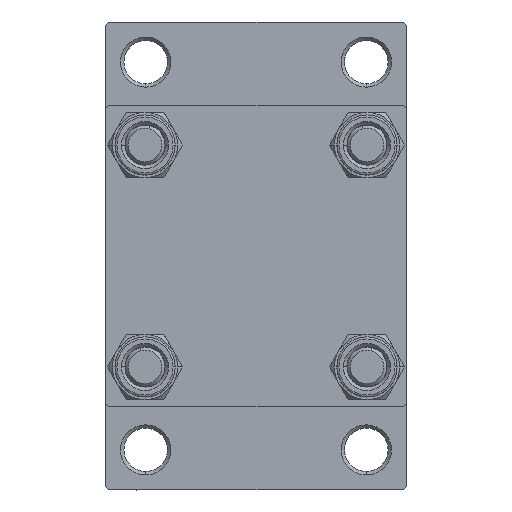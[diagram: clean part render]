
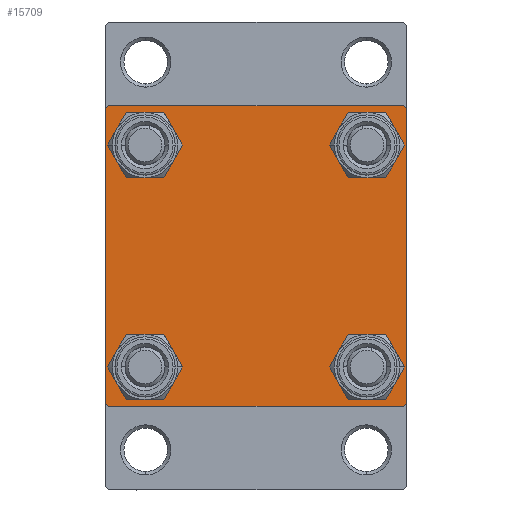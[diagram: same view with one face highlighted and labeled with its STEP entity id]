
A CAD part, left-side view. The second image highlights one B-rep face of the part: STEP entity #15709.
In plain terms, the highlighted planar face has unit normal (-1, 0, 0).
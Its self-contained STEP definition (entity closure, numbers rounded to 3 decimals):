
#95 = CARTESIAN_POINT ( 'NONE',  ( 0., 22.25, -22.25 ) ) ;
#200 = CARTESIAN_POINT ( 'NONE',  ( 0., 22.5, 22.5 ) ) ;
#226 = FACE_BOUND ( 'NONE', #20955, .T. ) ;
#556 = CARTESIAN_POINT ( 'NONE',  ( 0., -16.6, -16.6 ) ) ;
#574 = ORIENTED_EDGE ( 'NONE', *, *, #16478, .T. ) ;
#840 = CARTESIAN_POINT ( 'NONE',  ( 0., -16.6, -13.1 ) ) ;
#940 = CARTESIAN_POINT ( 'NONE',  ( 0., 0., 0. ) ) ;
#1173 = CARTESIAN_POINT ( 'NONE',  ( 0., -22.25, 22.25 ) ) ;
#1563 = ORIENTED_EDGE ( 'NONE', *, *, #43493, .T. ) ;
#2046 = VERTEX_POINT ( 'NONE', #5497 ) ;
#2532 = DIRECTION ( 'NONE',  ( 1., 0., 0. ) ) ;
#2891 = CARTESIAN_POINT ( 'NONE',  ( 0., 22.5, -22.5 ) ) ;
#4003 = VERTEX_POINT ( 'NONE', #17318 ) ;
#4138 = VECTOR ( 'NONE', #14488, 1000. ) ;
#4524 = DIRECTION ( 'NONE',  ( 0., 0., 1. ) ) ;
#5046 = EDGE_LOOP ( 'NONE', ( #20018, #12046 ) ) ;
#5497 = CARTESIAN_POINT ( 'NONE',  ( 0., -16.6, 20.1 ) ) ;
#5511 = ORIENTED_EDGE ( 'NONE', *, *, #22854, .T. ) ;
#5702 = CARTESIAN_POINT ( 'NONE',  ( 0., -22.5, 22. ) ) ;
#5807 = DIRECTION ( 'NONE',  ( 1., 0., 0. ) ) ;
#6450 = DIRECTION ( 'NONE',  ( 0., -1., 0. ) ) ;
#7038 = VERTEX_POINT ( 'NONE', #30186 ) ;
#8716 = CARTESIAN_POINT ( 'NONE',  ( 0., -16.6, 13.1 ) ) ;
#8917 = AXIS2_PLACEMENT_3D ( 'NONE', #42030, #17237, #16276 ) ;
#9340 = CARTESIAN_POINT ( 'NONE',  ( 0., 22.5, 22.5 ) ) ;
#9799 = ORIENTED_EDGE ( 'NONE', *, *, #44888, .T. ) ;
#10168 = CARTESIAN_POINT ( 'NONE',  ( 0., 22., 22.5 ) ) ;
#10929 = DIRECTION ( 'NONE',  ( 1., 0., 0. ) ) ;
#11090 = ORIENTED_EDGE ( 'NONE', *, *, #30835, .T. ) ;
#11199 = FACE_BOUND ( 'NONE', #5046, .T. ) ;
#11205 = CIRCLE ( 'NONE', #8917, 3.5 ) ;
#11405 = LINE ( 'NONE', #200, #11720 ) ;
#11720 = VECTOR ( 'NONE', #44528, 1000. ) ;
#11874 = CIRCLE ( 'NONE', #14893, 3.5 ) ;
#11882 = CARTESIAN_POINT ( 'NONE',  ( 0., 16.6, -13.1 ) ) ;
#12046 = ORIENTED_EDGE ( 'NONE', *, *, #35795, .T. ) ;
#12260 = DIRECTION ( 'NONE',  ( 0., 0., 1. ) ) ;
#12502 = CARTESIAN_POINT ( 'NONE',  ( 0., 16.6, -16.6 ) ) ;
#13375 = AXIS2_PLACEMENT_3D ( 'NONE', #556, #17314, #14847 ) ;
#13410 = AXIS2_PLACEMENT_3D ( 'NONE', #39795, #31938, #21896 ) ;
#13476 = AXIS2_PLACEMENT_3D ( 'NONE', #27027, #16053, #12260 ) ;
#13979 = VECTOR ( 'NONE', #17969, 1000. ) ;
#14488 = DIRECTION ( 'NONE',  ( 0., 0., -1. ) ) ;
#14847 = DIRECTION ( 'NONE',  ( 0., 0., 1. ) ) ;
#14893 = AXIS2_PLACEMENT_3D ( 'NONE', #43571, #10929, #28334 ) ;
#14990 = CARTESIAN_POINT ( 'NONE',  ( 0., -22.5, -22. ) ) ;
#15652 = CIRCLE ( 'NONE', #16387, 3.5 ) ;
#15695 = CARTESIAN_POINT ( 'NONE',  ( 0., -16.6, -20.1 ) ) ;
#15709 = ADVANCED_FACE ( 'NONE', ( #226, #11199, #25728, #38040, #27074 ), #23966, .T. ) ;
#16053 = DIRECTION ( 'NONE',  ( 1., 0., 0. ) ) ;
#16276 = DIRECTION ( 'NONE',  ( 0., 0., 1. ) ) ;
#16387 = AXIS2_PLACEMENT_3D ( 'NONE', #43019, #2532, #39684 ) ;
#16478 = EDGE_CURVE ( 'NONE', #41683, #46884, #11405, .T. ) ;
#16508 = VERTEX_POINT ( 'NONE', #11882 ) ;
#16815 = CARTESIAN_POINT ( 'NONE',  ( 0., 22.25, 22.25 ) ) ;
#17010 = AXIS2_PLACEMENT_3D ( 'NONE', #940, #38278, #4524 ) ;
#17237 = DIRECTION ( 'NONE',  ( 1., 0., 0. ) ) ;
#17314 = DIRECTION ( 'NONE',  ( 1., 0., 0. ) ) ;
#17318 = CARTESIAN_POINT ( 'NONE',  ( 0., 22., -22.5 ) ) ;
#17437 = VERTEX_POINT ( 'NONE', #8716 ) ;
#17911 = CIRCLE ( 'NONE', #13375, 3.5 ) ;
#17969 = DIRECTION ( 'NONE',  ( 0., -0.707, -0.707 ) ) ;
#18217 = VERTEX_POINT ( 'NONE', #15695 ) ;
#19039 = LINE ( 'NONE', #1173, #40805 ) ;
#19378 = EDGE_LOOP ( 'NONE', ( #29802, #19573 ) ) ;
#19441 = CARTESIAN_POINT ( 'NONE',  ( 0., -22.25, -22.25 ) ) ;
#19573 = ORIENTED_EDGE ( 'NONE', *, *, #20125, .T. ) ;
#20018 = ORIENTED_EDGE ( 'NONE', *, *, #45916, .T. ) ;
#20125 = EDGE_CURVE ( 'NONE', #29432, #16508, #15652, .T. ) ;
#20955 = EDGE_LOOP ( 'NONE', ( #36286, #9799 ) ) ;
#21548 = VECTOR ( 'NONE', #35321, 1000. ) ;
#21896 = DIRECTION ( 'NONE',  ( 0., 0., 1. ) ) ;
#22807 = ORIENTED_EDGE ( 'NONE', *, *, #37838, .F. ) ;
#22854 = EDGE_CURVE ( 'NONE', #30870, #24976, #37123, .T. ) ;
#23079 = DIRECTION ( 'NONE',  ( 0., 0.707, 0.707 ) ) ;
#23127 = AXIS2_PLACEMENT_3D ( 'NONE', #12502, #23454, #38002 ) ;
#23239 = EDGE_CURVE ( 'NONE', #36886, #28533, #11205, .T. ) ;
#23454 = DIRECTION ( 'NONE',  ( 1., 0., 0. ) ) ;
#23966 = PLANE ( 'NONE',  #17010 ) ;
#24055 = VECTOR ( 'NONE', #6450, 1000. ) ;
#24260 = LINE ( 'NONE', #95, #13979 ) ;
#24805 = CIRCLE ( 'NONE', #13410, 3.5 ) ;
#24865 = CIRCLE ( 'NONE', #13476, 3.5 ) ;
#24976 = VERTEX_POINT ( 'NONE', #14990 ) ;
#25527 = CARTESIAN_POINT ( 'NONE',  ( 0., 16.6, 20.1 ) ) ;
#25635 = CARTESIAN_POINT ( 'NONE',  ( 0., 22.5, -22. ) ) ;
#25728 = FACE_BOUND ( 'NONE', #19378, .T. ) ;
#26199 = CIRCLE ( 'NONE', #23127, 3.5 ) ;
#26838 = AXIS2_PLACEMENT_3D ( 'NONE', #38453, #5807, #39165 ) ;
#27027 = CARTESIAN_POINT ( 'NONE',  ( 0., -16.6, 16.6 ) ) ;
#27047 = ORIENTED_EDGE ( 'NONE', *, *, #23239, .T. ) ;
#27074 = FACE_OUTER_BOUND ( 'NONE', #38471, .T. ) ;
#27748 = EDGE_LOOP ( 'NONE', ( #35783, #27047 ) ) ;
#27910 = VECTOR ( 'NONE', #41614, 1000. ) ;
#27939 = ORIENTED_EDGE ( 'NONE', *, *, #43408, .T. ) ;
#28334 = DIRECTION ( 'NONE',  ( 0., 0., 1. ) ) ;
#28533 = VERTEX_POINT ( 'NONE', #25527 ) ;
#29107 = CARTESIAN_POINT ( 'NONE',  ( 0., 16.6, -20.1 ) ) ;
#29432 = VERTEX_POINT ( 'NONE', #29107 ) ;
#29658 = CARTESIAN_POINT ( 'NONE',  ( 0., -22., -22.5 ) ) ;
#29802 = ORIENTED_EDGE ( 'NONE', *, *, #38680, .T. ) ;
#30186 = CARTESIAN_POINT ( 'NONE',  ( 0., -22., 22.5 ) ) ;
#30835 = EDGE_CURVE ( 'NONE', #39839, #41683, #39690, .T. ) ;
#30870 = VERTEX_POINT ( 'NONE', #29658 ) ;
#31938 = DIRECTION ( 'NONE',  ( 1., 0., 0. ) ) ;
#32175 = LINE ( 'NONE', #2891, #24055 ) ;
#32374 = CARTESIAN_POINT ( 'NONE',  ( 0., -22.5, 22.5 ) ) ;
#33499 = VERTEX_POINT ( 'NONE', #5702 ) ;
#34801 = VERTEX_POINT ( 'NONE', #840 ) ;
#34892 = ORIENTED_EDGE ( 'NONE', *, *, #39466, .F. ) ;
#35321 = DIRECTION ( 'NONE',  ( 0., -1., 0. ) ) ;
#35783 = ORIENTED_EDGE ( 'NONE', *, *, #43311, .T. ) ;
#35795 = EDGE_CURVE ( 'NONE', #18217, #34801, #44371, .T. ) ;
#36286 = ORIENTED_EDGE ( 'NONE', *, *, #46602, .T. ) ;
#36886 = VERTEX_POINT ( 'NONE', #45261 ) ;
#37123 = LINE ( 'NONE', #19441, #27910 ) ;
#37388 = CARTESIAN_POINT ( 'NONE',  ( 0., 22.5, 22. ) ) ;
#37838 = EDGE_CURVE ( 'NONE', #39839, #7038, #41990, .T. ) ;
#38002 = DIRECTION ( 'NONE',  ( 0., 0., 1. ) ) ;
#38035 = EDGE_CURVE ( 'NONE', #46884, #4003, #24260, .T. ) ;
#38040 = FACE_BOUND ( 'NONE', #27748, .T. ) ;
#38278 = DIRECTION ( 'NONE',  ( -1., 0., 0. ) ) ;
#38453 = CARTESIAN_POINT ( 'NONE',  ( 0., -16.6, -16.6 ) ) ;
#38471 = EDGE_LOOP ( 'NONE', ( #574, #45856, #27939, #5511, #34892, #1563, #22807, #11090 ) ) ;
#38680 = EDGE_CURVE ( 'NONE', #16508, #29432, #26199, .T. ) ;
#39165 = DIRECTION ( 'NONE',  ( 0., 0., 1. ) ) ;
#39466 = EDGE_CURVE ( 'NONE', #33499, #24976, #47141, .T. ) ;
#39684 = DIRECTION ( 'NONE',  ( 0., 0., 1. ) ) ;
#39690 = LINE ( 'NONE', #16815, #42807 ) ;
#39795 = CARTESIAN_POINT ( 'NONE',  ( 0., 16.6, 16.6 ) ) ;
#39839 = VERTEX_POINT ( 'NONE', #10168 ) ;
#40805 = VECTOR ( 'NONE', #23079, 1000. ) ;
#41614 = DIRECTION ( 'NONE',  ( 0., -0.707, 0.707 ) ) ;
#41683 = VERTEX_POINT ( 'NONE', #37388 ) ;
#41990 = LINE ( 'NONE', #9340, #21548 ) ;
#42030 = CARTESIAN_POINT ( 'NONE',  ( 0., 16.6, 16.6 ) ) ;
#42807 = VECTOR ( 'NONE', #43500, 1000. ) ;
#43019 = CARTESIAN_POINT ( 'NONE',  ( 0., 16.6, -16.6 ) ) ;
#43311 = EDGE_CURVE ( 'NONE', #28533, #36886, #24805, .T. ) ;
#43408 = EDGE_CURVE ( 'NONE', #4003, #30870, #32175, .T. ) ;
#43493 = EDGE_CURVE ( 'NONE', #33499, #7038, #19039, .T. ) ;
#43500 = DIRECTION ( 'NONE',  ( 0., 0.707, -0.707 ) ) ;
#43571 = CARTESIAN_POINT ( 'NONE',  ( 0., -16.6, 16.6 ) ) ;
#44371 = CIRCLE ( 'NONE', #26838, 3.5 ) ;
#44528 = DIRECTION ( 'NONE',  ( 0., 0., -1. ) ) ;
#44888 = EDGE_CURVE ( 'NONE', #17437, #2046, #24865, .T. ) ;
#45261 = CARTESIAN_POINT ( 'NONE',  ( 0., 16.6, 13.1 ) ) ;
#45856 = ORIENTED_EDGE ( 'NONE', *, *, #38035, .T. ) ;
#45916 = EDGE_CURVE ( 'NONE', #34801, #18217, #17911, .T. ) ;
#46602 = EDGE_CURVE ( 'NONE', #2046, #17437, #11874, .T. ) ;
#46884 = VERTEX_POINT ( 'NONE', #25635 ) ;
#47141 = LINE ( 'NONE', #32374, #4138 ) ;
